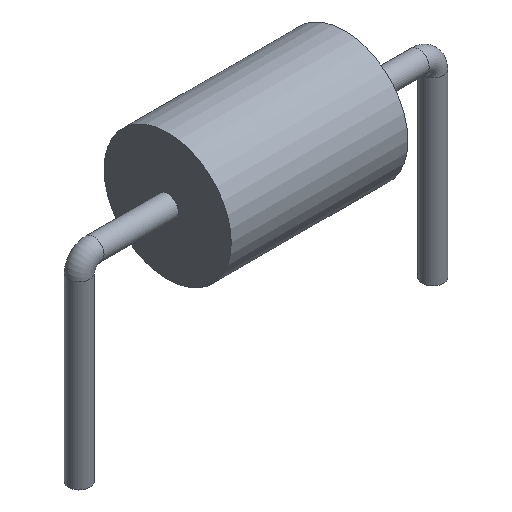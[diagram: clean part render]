
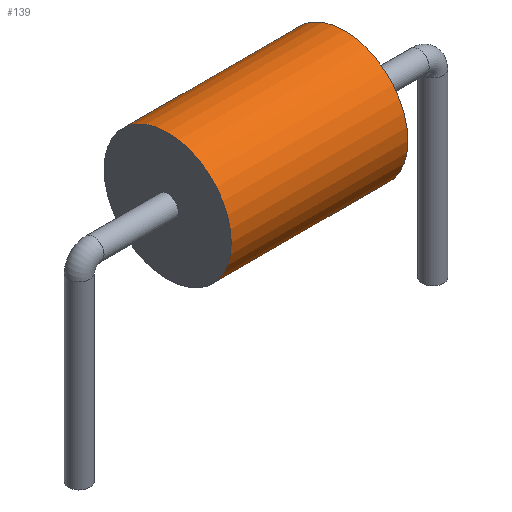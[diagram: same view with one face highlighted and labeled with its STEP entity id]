
A CAD part, isometric view. The second image highlights one B-rep face of the part: STEP entity #139.
In plain terms, the highlighted cylindrical face has radius 1.8 mm (diameter 3.6 mm), a full revolution.
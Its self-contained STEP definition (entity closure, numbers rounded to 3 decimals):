
#20=LINE('',#252,#25);
#25=VECTOR('',#203,1.8);
#30=CYLINDRICAL_SURFACE('',#168,1.8);
#38=FACE_OUTER_BOUND('',#50,.T.);
#50=EDGE_LOOP('',(#105,#106,#107,#108));
#60=CIRCLE('',#164,1.8);
#63=CIRCLE('',#169,1.8);
#72=VERTEX_POINT('',#241);
#75=VERTEX_POINT('',#250);
#82=EDGE_CURVE('',#72,#72,#60,.T.);
#86=EDGE_CURVE('',#75,#75,#63,.T.);
#87=EDGE_CURVE('',#75,#72,#20,.T.);
#105=ORIENTED_EDGE('',*,*,#86,.F.);
#106=ORIENTED_EDGE('',*,*,#87,.T.);
#107=ORIENTED_EDGE('',*,*,#82,.F.);
#108=ORIENTED_EDGE('',*,*,#87,.F.);
#139=ADVANCED_FACE('',(#38),#30,.T.);
#164=AXIS2_PLACEMENT_3D('',#242,#190,#191);
#168=AXIS2_PLACEMENT_3D('',#249,#199,#200);
#169=AXIS2_PLACEMENT_3D('',#251,#201,#202);
#190=DIRECTION('center_axis',(-1.,0.,0.));
#191=DIRECTION('ref_axis',(0.,1.,0.));
#199=DIRECTION('center_axis',(1.,0.,0.));
#200=DIRECTION('ref_axis',(0.,1.,0.));
#201=DIRECTION('center_axis',(1.,0.,0.));
#202=DIRECTION('ref_axis',(0.,1.,0.));
#203=DIRECTION('',(-1.,0.,0.));
#241=CARTESIAN_POINT('',(-2.5,-1.8,5.5));
#242=CARTESIAN_POINT('Origin',(-2.5,0.,5.5));
#249=CARTESIAN_POINT('Origin',(0.,0.,5.5));
#250=CARTESIAN_POINT('',(2.5,-1.8,5.5));
#251=CARTESIAN_POINT('Origin',(2.5,0.,5.5));
#252=CARTESIAN_POINT('',(0.,-1.8,5.5));
